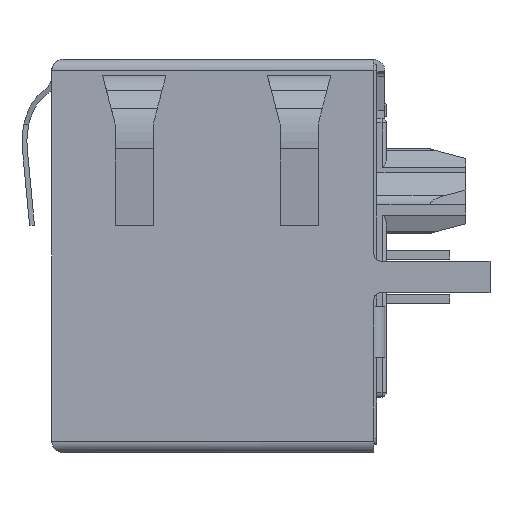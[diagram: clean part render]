
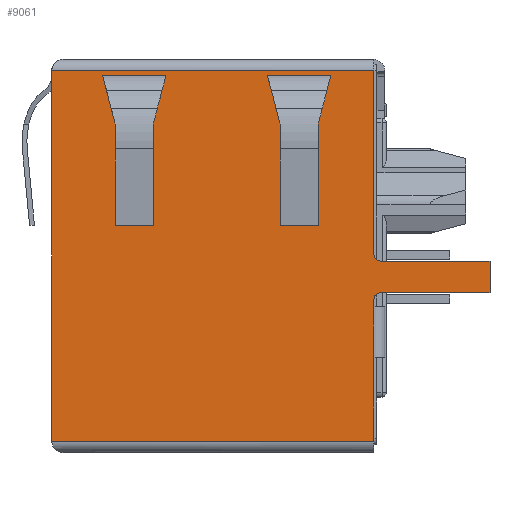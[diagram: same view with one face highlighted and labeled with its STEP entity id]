
A CAD part, left-side view. The second image highlights one B-rep face of the part: STEP entity #9061.
In plain terms, the highlighted planar face has unit normal (-1, 0, 0).
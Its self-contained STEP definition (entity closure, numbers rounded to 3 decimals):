
#1995=DIRECTION('',(0.,0.,1.));
#1996=VECTOR('',#1995,7.374);
#1997=CARTESIAN_POINT('',(-8.128,0.5,-7.823));
#1998=LINE('',#1997,#1996);
#2016=DIRECTION('',(0.,0.,1.));
#2017=VECTOR('',#2016,0.305);
#2018=CARTESIAN_POINT('',(-8.128,0.5,-9.906));
#2019=LINE('',#2018,#2017);
#2165=DIRECTION('',(0.,0.,-1.));
#2166=VECTOR('',#2165,2.032);
#2167=CARTESIAN_POINT('',(-8.128,0.5,-9.906));
#2168=LINE('',#2167,#2166);
#2169=DIRECTION('',(0.,0.,-1.));
#2170=VECTOR('',#2169,3.36);
#2171=CARTESIAN_POINT('',(-8.128,0.5,-11.938));
#2172=LINE('',#2171,#2170);
#2173=DIRECTION('',(0.,1.,0.));
#2174=VECTOR('',#2173,12.903);
#2175=CARTESIAN_POINT('',(-8.128,0.5,-15.298));
#2176=LINE('',#2175,#2174);
#2177=DIRECTION('',(0.,-1.,0.));
#2178=VECTOR('',#2177,12.903);
#2179=CARTESIAN_POINT('',(-8.128,13.404,-0.45));
#2180=LINE('',#2179,#2178);
#2181=DIRECTION('',(0.,-1.,0.));
#2182=VECTOR('',#2181,4.394);
#2183=CARTESIAN_POINT('',(-8.128,0.246,-8.077));
#2184=LINE('',#2183,#2182);
#2185=DIRECTION('',(0.,1.,0.));
#2186=VECTOR('',#2185,2.54);
#2187=CARTESIAN_POINT('',(-8.128,8.832,-0.635));
#2188=LINE('',#2187,#2186);
#2189=DIRECTION('',(0.,0.251,0.968));
#2190=VECTOR('',#2189,0.599);
#2191=CARTESIAN_POINT('',(-8.128,11.221,-1.215));
#2192=LINE('',#2191,#2190);
#2193=DIRECTION('',(0.,1.,0.));
#2194=VECTOR('',#2193,2.239);
#2195=CARTESIAN_POINT('',(-8.128,8.982,-1.215));
#2196=LINE('',#2195,#2194);
#2197=DIRECTION('',(0.,0.251,-0.968));
#2198=VECTOR('',#2197,0.599);
#2199=CARTESIAN_POINT('',(-8.128,8.832,-0.635));
#2200=LINE('',#2199,#2198);
#2201=DIRECTION('',(0.,1.,0.));
#2202=VECTOR('',#2201,2.239);
#2203=CARTESIAN_POINT('',(-8.128,2.378,-1.215));
#2204=LINE('',#2203,#2202);
#2205=DIRECTION('',(0.,0.251,-0.968));
#2206=VECTOR('',#2205,0.599);
#2207=CARTESIAN_POINT('',(-8.128,2.228,-0.635));
#2208=LINE('',#2207,#2206);
#2209=DIRECTION('',(0.,1.,0.));
#2210=VECTOR('',#2209,2.54);
#2211=CARTESIAN_POINT('',(-8.128,2.228,-0.635));
#2212=LINE('',#2211,#2210);
#2213=DIRECTION('',(0.,0.251,0.968));
#2214=VECTOR('',#2213,0.599);
#2215=CARTESIAN_POINT('',(-8.128,4.617,-1.215));
#2216=LINE('',#2215,#2214);
#2221=DIRECTION('',(0.,-1.,0.));
#2222=VECTOR('',#2221,4.394);
#2223=CARTESIAN_POINT('',(-8.128,0.246,-9.347));
#2224=LINE('',#2223,#2222);
#2225=CARTESIAN_POINT('',(-8.128,0.246,-9.601));
#2226=DIRECTION('',(1.,0.,0.));
#2227=DIRECTION('',(0.,1.,0.));
#2228=AXIS2_PLACEMENT_3D('',#2225,#2226,#2227);
#2255=DIRECTION('',(0.,0.,-1.));
#2256=VECTOR('',#2255,1.27);
#2257=CARTESIAN_POINT('',(-8.128,-4.148,-8.077));
#2258=LINE('',#2257,#2256);
#2288=CARTESIAN_POINT('',(-8.128,0.246,-7.823));
#2289=DIRECTION('',(1.,0.,0.));
#2290=DIRECTION('',(0.,0.,-1.));
#2291=AXIS2_PLACEMENT_3D('',#2288,#2289,#2290);
#2481=DIRECTION('',(0.,0.,-1.));
#2482=VECTOR('',#2481,14.849);
#2483=CARTESIAN_POINT('',(-8.128,13.404,-0.45));
#2484=LINE('',#2483,#2482);
#3495=CARTESIAN_POINT('',(-8.128,8.832,-0.635));
#3501=CARTESIAN_POINT('',(-8.128,11.372,-0.635));
#3507=CARTESIAN_POINT('',(-8.128,8.982,-1.215));
#3512=CARTESIAN_POINT('',(-8.128,11.221,-1.215));
#3641=CARTESIAN_POINT('',(-8.128,4.617,-1.215));
#3646=CARTESIAN_POINT('',(-8.128,2.378,-1.215));
#3655=CARTESIAN_POINT('',(-8.128,4.768,-0.635));
#3661=CARTESIAN_POINT('',(-8.128,2.228,-0.635));
#5545=CARTESIAN_POINT('',(-8.128,-4.148,-8.077));
#5547=VERTEX_POINT('',#5545);
#5548=CARTESIAN_POINT('',(-8.128,-4.148,-9.347));
#5549=VERTEX_POINT('',#5548);
#5784=CARTESIAN_POINT('',(-8.128,13.404,-15.298));
#5786=VERTEX_POINT('',#5784);
#5801=CARTESIAN_POINT('',(-8.128,13.404,-0.45));
#5802=VERTEX_POINT('',#5801);
#5893=CARTESIAN_POINT('',(-8.128,0.5,-9.906));
#5894=CARTESIAN_POINT('',(-8.128,0.5,-11.938));
#5895=VERTEX_POINT('',#5893);
#5896=VERTEX_POINT('',#5894);
#6156=CARTESIAN_POINT('',(-8.128,0.5,-0.45));
#6158=VERTEX_POINT('',#6156);
#6163=CARTESIAN_POINT('',(-8.128,0.5,-15.298));
#6165=VERTEX_POINT('',#6163);
#6301=CARTESIAN_POINT('',(-8.128,0.5,-7.823));
#6303=VERTEX_POINT('',#6301);
#6307=CARTESIAN_POINT('',(-8.128,0.246,-8.077));
#6309=VERTEX_POINT('',#6307);
#6314=CARTESIAN_POINT('',(-8.128,0.5,-9.601));
#6315=VERTEX_POINT('',#6314);
#6316=CARTESIAN_POINT('',(-8.128,0.246,-9.347));
#6318=VERTEX_POINT('',#6316);
#6720=VERTEX_POINT('',#3507);
#6722=VERTEX_POINT('',#3512);
#6724=VERTEX_POINT('',#3495);
#6726=VERTEX_POINT('',#3501);
#6754=VERTEX_POINT('',#3641);
#6756=VERTEX_POINT('',#3646);
#6758=VERTEX_POINT('',#3655);
#6760=VERTEX_POINT('',#3661);
#9015=CARTESIAN_POINT('',(-8.128,13.404,-0.196));
#9016=DIRECTION('',(-1.,0.,0.));
#9017=DIRECTION('',(0.,-1.,0.));
#9018=AXIS2_PLACEMENT_3D('',#9015,#9016,#9017);
#9019=PLANE('',#9018);
#9021=ORIENTED_EDGE('',*,*,#9020,.F.);
#9023=ORIENTED_EDGE('',*,*,#9022,.F.);
#9024=ORIENTED_EDGE('',*,*,#8869,.F.);
#9025=ORIENTED_EDGE('',*,*,#9005,.T.);
#9026=ORIENTED_EDGE('',*,*,#8831,.T.);
#9028=ORIENTED_EDGE('',*,*,#9027,.T.);
#9030=ORIENTED_EDGE('',*,*,#9029,.F.);
#9031=ORIENTED_EDGE('',*,*,#8809,.T.);
#9032=ORIENTED_EDGE('',*,*,#8845,.F.);
#9034=ORIENTED_EDGE('',*,*,#9033,.F.);
#9036=ORIENTED_EDGE('',*,*,#9035,.T.);
#9038=ORIENTED_EDGE('',*,*,#9037,.T.);
#9039=EDGE_LOOP('',(#9021,#9023,#9024,#9025,#9026,#9028,#9030,#9031,#9032,#9034,
#9036,#9038));
#9040=FACE_OUTER_BOUND('',#9039,.F.);
#9042=ORIENTED_EDGE('',*,*,#9041,.T.);
#9044=ORIENTED_EDGE('',*,*,#9043,.F.);
#9046=ORIENTED_EDGE('',*,*,#9045,.F.);
#9048=ORIENTED_EDGE('',*,*,#9047,.F.);
#9049=EDGE_LOOP('',(#9042,#9044,#9046,#9048));
#9050=FACE_BOUND('',#9049,.F.);
#9052=ORIENTED_EDGE('',*,*,#9051,.F.);
#9054=ORIENTED_EDGE('',*,*,#9053,.F.);
#9056=ORIENTED_EDGE('',*,*,#9055,.T.);
#9058=ORIENTED_EDGE('',*,*,#9057,.F.);
#9059=EDGE_LOOP('',(#9052,#9054,#9056,#9058));
#9060=FACE_BOUND('',#9059,.F.);
#2229=CIRCLE('',#2228,0.254);
#2292=CIRCLE('',#2291,0.254);
#8809=EDGE_CURVE('',#5802,#6158,#2180,.T.);
#8831=EDGE_CURVE('',#5896,#6165,#2172,.T.);
#8845=EDGE_CURVE('',#6303,#6158,#1998,.T.);
#8869=EDGE_CURVE('',#5895,#6315,#2019,.T.);
#9005=EDGE_CURVE('',#5895,#5896,#2168,.T.);
#9020=EDGE_CURVE('',#6318,#5549,#2224,.T.);
#9022=EDGE_CURVE('',#6315,#6318,#2229,.T.);
#9027=EDGE_CURVE('',#6165,#5786,#2176,.T.);
#9029=EDGE_CURVE('',#5802,#5786,#2484,.T.);
#9033=EDGE_CURVE('',#6309,#6303,#2292,.T.);
#9035=EDGE_CURVE('',#6309,#5547,#2184,.T.);
#9037=EDGE_CURVE('',#5547,#5549,#2258,.T.);
#9041=EDGE_CURVE('',#6724,#6726,#2188,.T.);
#9043=EDGE_CURVE('',#6722,#6726,#2192,.T.);
#9045=EDGE_CURVE('',#6720,#6722,#2196,.T.);
#9047=EDGE_CURVE('',#6724,#6720,#2200,.T.);
#9051=EDGE_CURVE('',#6756,#6754,#2204,.T.);
#9053=EDGE_CURVE('',#6760,#6756,#2208,.T.);
#9055=EDGE_CURVE('',#6760,#6758,#2212,.T.);
#9057=EDGE_CURVE('',#6754,#6758,#2216,.T.);
#9061=ADVANCED_FACE('',(#9040,#9050,#9060),#9019,.T.);
